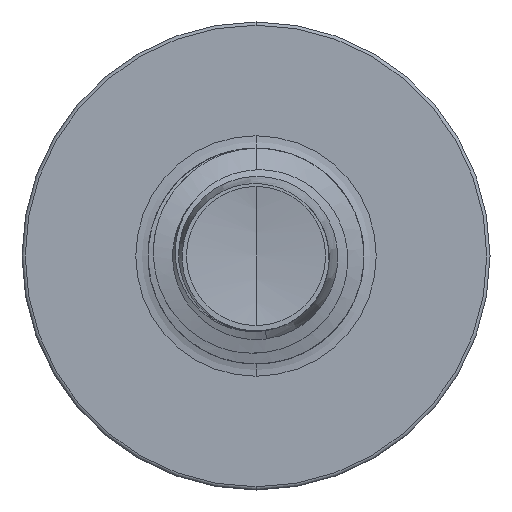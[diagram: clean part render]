
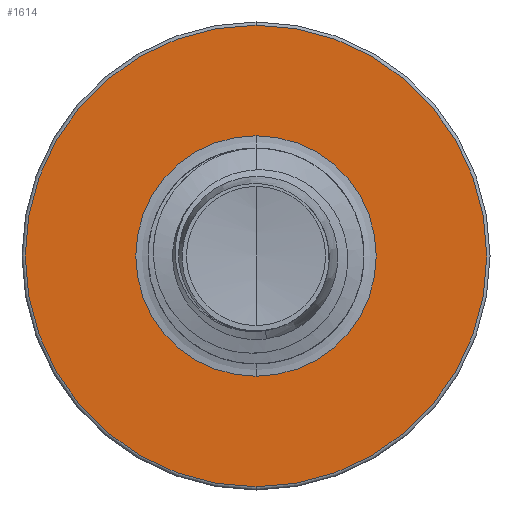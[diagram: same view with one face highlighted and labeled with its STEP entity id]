
A CAD part, front view. The second image highlights one B-rep face of the part: STEP entity #1614.
In plain terms, the highlighted planar face has unit normal (0, -1, 0).
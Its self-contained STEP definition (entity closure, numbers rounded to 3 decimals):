
#387 = FACE_OUTER_BOUND ( 'NONE', #11973, .T. ) ;
#445 = DIRECTION ( 'NONE',  ( 0., 1., 0. ) ) ;
#1206 = ORIENTED_EDGE ( 'NONE', *, *, #14420, .T. ) ;
#1405 = VERTEX_POINT ( 'NONE', #15545 ) ;
#1614 = ADVANCED_FACE ( 'NONE', ( #387, #15040 ), #4352, .F. ) ;
#1618 = CARTESIAN_POINT ( 'NONE',  ( 0., 7., 0. ) ) ;
#1842 = AXIS2_PLACEMENT_3D ( 'NONE', #12196, #445, #13976 ) ;
#3694 = DIRECTION ( 'NONE',  ( 0., 0., 1. ) ) ;
#4352 = PLANE ( 'NONE',  #11540 ) ;
#4382 = VERTEX_POINT ( 'NONE', #12295 ) ;
#4815 = CARTESIAN_POINT ( 'NONE',  ( 0., 7., 0. ) ) ;
#5675 = AXIS2_PLACEMENT_3D ( 'NONE', #4815, #17409, #6810 ) ;
#6046 = DIRECTION ( 'NONE',  ( 0., 0., 1. ) ) ;
#6101 = EDGE_CURVE ( 'NONE', #4382, #6515, #22159, .T. ) ;
#6187 = DIRECTION ( 'NONE',  ( 0., 1., 0. ) ) ;
#6515 = VERTEX_POINT ( 'NONE', #6770 ) ;
#6770 = CARTESIAN_POINT ( 'NONE',  ( 0., 7., -3.205 ) ) ;
#6810 = DIRECTION ( 'NONE',  ( 0., 0., 1. ) ) ;
#6939 = DIRECTION ( 'NONE',  ( 0., 1., 0. ) ) ;
#7286 = CIRCLE ( 'NONE', #20727, 3.205 ) ;
#10159 = ORIENTED_EDGE ( 'NONE', *, *, #6101, .F. ) ;
#10660 = ORIENTED_EDGE ( 'NONE', *, *, #18346, .F. ) ;
#11125 = CIRCLE ( 'NONE', #1842, 1.67 ) ;
#11540 = AXIS2_PLACEMENT_3D ( 'NONE', #21340, #6939, #6046 ) ;
#11973 = EDGE_LOOP ( 'NONE', ( #10159, #10660 ) ) ;
#12196 = CARTESIAN_POINT ( 'NONE',  ( 0., 7., 0. ) ) ;
#12295 = CARTESIAN_POINT ( 'NONE',  ( 0., 7., 3.205 ) ) ;
#12757 = CIRCLE ( 'NONE', #5675, 1.67 ) ;
#13976 = DIRECTION ( 'NONE',  ( 0., 0., 1. ) ) ;
#14420 = EDGE_CURVE ( 'NONE', #16896, #1405, #11125, .T. ) ;
#14889 = DIRECTION ( 'NONE',  ( 0., 1., 0. ) ) ;
#15040 = FACE_BOUND ( 'NONE', #16212, .T. ) ;
#15545 = CARTESIAN_POINT ( 'NONE',  ( 0., 7., -1.67 ) ) ;
#15944 = ORIENTED_EDGE ( 'NONE', *, *, #22519, .T. ) ;
#16212 = EDGE_LOOP ( 'NONE', ( #1206, #15944 ) ) ;
#16893 = CARTESIAN_POINT ( 'NONE',  ( 0., 7., 0. ) ) ;
#16896 = VERTEX_POINT ( 'NONE', #19659 ) ;
#17382 = AXIS2_PLACEMENT_3D ( 'NONE', #16893, #6187, #18480 ) ;
#17409 = DIRECTION ( 'NONE',  ( 0., 1., 0. ) ) ;
#18346 = EDGE_CURVE ( 'NONE', #6515, #4382, #7286, .T. ) ;
#18480 = DIRECTION ( 'NONE',  ( 0., 0., 1. ) ) ;
#19659 = CARTESIAN_POINT ( 'NONE',  ( 0., 7., 1.67 ) ) ;
#20727 = AXIS2_PLACEMENT_3D ( 'NONE', #1618, #14889, #3694 ) ;
#21340 = CARTESIAN_POINT ( 'NONE',  ( 0., 7., -1.67 ) ) ;
#22159 = CIRCLE ( 'NONE', #17382, 3.205 ) ;
#22519 = EDGE_CURVE ( 'NONE', #1405, #16896, #12757, .T. ) ;
